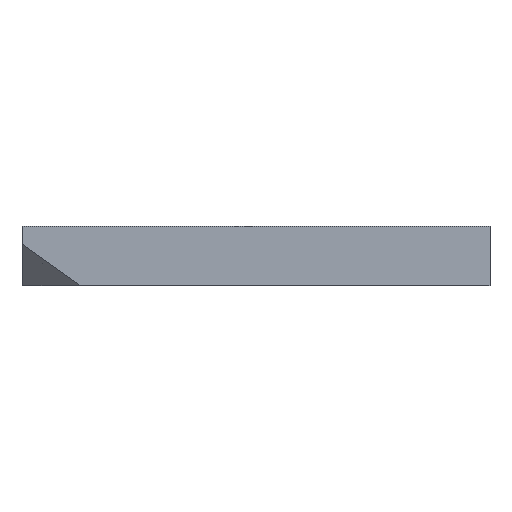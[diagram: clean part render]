
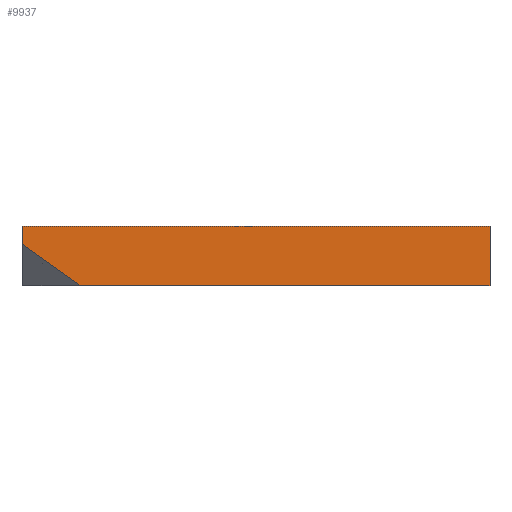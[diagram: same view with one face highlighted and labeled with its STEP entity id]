
A CAD part, left-side view. The second image highlights one B-rep face of the part: STEP entity #9937.
In plain terms, the highlighted planar face has unit normal (-1, 0, 0).
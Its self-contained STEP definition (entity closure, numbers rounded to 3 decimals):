
#95 = PLANE('',#96);
#96 = AXIS2_PLACEMENT_3D('',#97,#98,#99);
#97 = CARTESIAN_POINT('',(-1.04,-1.379,0.));
#98 = DIRECTION('',(-0.,-0.,-1.));
#99 = DIRECTION('',(-1.,0.,0.));
#9937 = ADVANCED_FACE('',(#9938),#9952,.T.);
#9938 = FACE_BOUND('',#9939,.T.);
#9939 = EDGE_LOOP('',(#9940,#9975,#10003,#10031,#10058));
#9940 = ORIENTED_EDGE('',*,*,#9941,.T.);
#9941 = EDGE_CURVE('',#9942,#9944,#9946,.T.);
#9942 = VERTEX_POINT('',#9943);
#9943 = CARTESIAN_POINT('',(-55.99,-62.746,0.));
#9944 = VERTEX_POINT('',#9945);
#9945 = CARTESIAN_POINT('',(-55.99,-62.746,
    16.001));
#9946 = SURFACE_CURVE('',#9947,(#9951,#9963),.PCURVE_S1.);
#9947 = LINE('',#9948,#9949);
#9948 = CARTESIAN_POINT('',(-55.99,-62.746,0.));
#9949 = VECTOR('',#9950,1.);
#9950 = DIRECTION('',(0.,0.,1.));
#9951 = PCURVE('',#9952,#9957);
#9952 = PLANE('',#9953);
#9953 = AXIS2_PLACEMENT_3D('',#9954,#9955,#9956);
#9954 = CARTESIAN_POINT('',(-55.99,-1.833,
    8.386));
#9955 = DIRECTION('',(-1.,-0.,-0.));
#9956 = DIRECTION('',(0.,0.,-1.));
#9957 = DEFINITIONAL_REPRESENTATION('',(#9958),#9962);
#9958 = LINE('',#9959,#9960);
#9959 = CARTESIAN_POINT('',(8.386,60.913));
#9960 = VECTOR('',#9961,1.);
#9961 = DIRECTION('',(-1.,0.));
#9962 = ( GEOMETRIC_REPRESENTATION_CONTEXT(2) 
PARAMETRIC_REPRESENTATION_CONTEXT() REPRESENTATION_CONTEXT('2D SPACE',''
  ) );
#9963 = PCURVE('',#9964,#9969);
#9964 = PLANE('',#9965);
#9965 = AXIS2_PLACEMENT_3D('',#9966,#9967,#9968);
#9966 = CARTESIAN_POINT('',(-4.03,-62.746,
    4.364));
#9967 = DIRECTION('',(0.,-1.,0.));
#9968 = DIRECTION('',(0.,0.,-1.));
#9969 = DEFINITIONAL_REPRESENTATION('',(#9970),#9974);
#9970 = LINE('',#9971,#9972);
#9971 = CARTESIAN_POINT('',(4.364,-51.96));
#9972 = VECTOR('',#9973,1.);
#9973 = DIRECTION('',(-1.,0.));
#9974 = ( GEOMETRIC_REPRESENTATION_CONTEXT(2) 
PARAMETRIC_REPRESENTATION_CONTEXT() REPRESENTATION_CONTEXT('2D SPACE',''
  ) );
#9975 = ORIENTED_EDGE('',*,*,#9976,.T.);
#9976 = EDGE_CURVE('',#9944,#9977,#9979,.T.);
#9977 = VERTEX_POINT('',#9978);
#9978 = CARTESIAN_POINT('',(-55.99,62.746,
    16.001));
#9979 = SURFACE_CURVE('',#9980,(#9984,#9991),.PCURVE_S1.);
#9980 = LINE('',#9981,#9982);
#9981 = CARTESIAN_POINT('',(-55.99,57.344,
    16.001));
#9982 = VECTOR('',#9983,1.);
#9983 = DIRECTION('',(0.,1.,0.));
#9984 = PCURVE('',#9952,#9985);
#9985 = DEFINITIONAL_REPRESENTATION('',(#9986),#9990);
#9986 = LINE('',#9987,#9988);
#9987 = CARTESIAN_POINT('',(-7.615,-59.177));
#9988 = VECTOR('',#9989,1.);
#9989 = DIRECTION('',(0.,-1.));
#9990 = ( GEOMETRIC_REPRESENTATION_CONTEXT(2) 
PARAMETRIC_REPRESENTATION_CONTEXT() REPRESENTATION_CONTEXT('2D SPACE',''
  ) );
#9991 = PCURVE('',#9992,#9997);
#9992 = PLANE('',#9993);
#9993 = AXIS2_PLACEMENT_3D('',#9994,#9995,#9996);
#9994 = CARTESIAN_POINT('',(-31.091,24.825,
    16.001));
#9995 = DIRECTION('',(0.,0.,1.));
#9996 = DIRECTION('',(1.,0.,0.));
#9997 = DEFINITIONAL_REPRESENTATION('',(#9998),#10002);
#9998 = LINE('',#9999,#10000);
#9999 = CARTESIAN_POINT('',(-24.899,32.519));
#10000 = VECTOR('',#10001,1.);
#10001 = DIRECTION('',(0.,1.));
#10002 = ( GEOMETRIC_REPRESENTATION_CONTEXT(2) 
PARAMETRIC_REPRESENTATION_CONTEXT() REPRESENTATION_CONTEXT('2D SPACE',''
  ) );
#10003 = ORIENTED_EDGE('',*,*,#10004,.T.);
#10004 = EDGE_CURVE('',#9977,#10005,#10007,.T.);
#10005 = VERTEX_POINT('',#10006);
#10006 = CARTESIAN_POINT('',(-55.99,62.746,
    11.143));
#10007 = SURFACE_CURVE('',#10008,(#10012,#10019),.PCURVE_S1.);
#10008 = LINE('',#10009,#10010);
#10009 = CARTESIAN_POINT('',(-55.99,62.746,
    16.001));
#10010 = VECTOR('',#10011,1.);
#10011 = DIRECTION('',(0.,0.,-1.));
#10012 = PCURVE('',#9952,#10013);
#10013 = DEFINITIONAL_REPRESENTATION('',(#10014),#10018);
#10014 = LINE('',#10015,#10016);
#10015 = CARTESIAN_POINT('',(-7.615,-64.579));
#10016 = VECTOR('',#10017,1.);
#10017 = DIRECTION('',(1.,0.));
#10018 = ( GEOMETRIC_REPRESENTATION_CONTEXT(2) 
PARAMETRIC_REPRESENTATION_CONTEXT() REPRESENTATION_CONTEXT('2D SPACE',''
  ) );
#10019 = PCURVE('',#10020,#10025);
#10020 = PLANE('',#10021);
#10021 = AXIS2_PLACEMENT_3D('',#10022,#10023,#10024);
#10022 = CARTESIAN_POINT('',(-0.059,62.746,
    8.405));
#10023 = DIRECTION('',(0.,1.,0.));
#10024 = DIRECTION('',(0.,0.,1.));
#10025 = DEFINITIONAL_REPRESENTATION('',(#10026),#10030);
#10026 = LINE('',#10027,#10028);
#10027 = CARTESIAN_POINT('',(7.596,-55.931));
#10028 = VECTOR('',#10029,1.);
#10029 = DIRECTION('',(-1.,0.));
#10030 = ( GEOMETRIC_REPRESENTATION_CONTEXT(2) 
PARAMETRIC_REPRESENTATION_CONTEXT() REPRESENTATION_CONTEXT('2D SPACE',''
  ) );
#10031 = ORIENTED_EDGE('',*,*,#10032,.T.);
#10032 = EDGE_CURVE('',#10005,#10033,#10035,.T.);
#10033 = VERTEX_POINT('',#10034);
#10034 = CARTESIAN_POINT('',(-55.99,46.99,0.));
#10035 = SURFACE_CURVE('',#10036,(#10040,#10047),.PCURVE_S1.);
#10036 = LINE('',#10037,#10038);
#10037 = CARTESIAN_POINT('',(-55.99,62.746,
    11.143));
#10038 = VECTOR('',#10039,1.);
#10039 = DIRECTION('',(0.,-0.816,-0.577));
#10040 = PCURVE('',#9952,#10041);
#10041 = DEFINITIONAL_REPRESENTATION('',(#10042),#10046);
#10042 = LINE('',#10043,#10044);
#10043 = CARTESIAN_POINT('',(-2.757,-64.579));
#10044 = VECTOR('',#10045,1.);
#10045 = DIRECTION('',(0.577,0.816));
#10046 = ( GEOMETRIC_REPRESENTATION_CONTEXT(2) 
PARAMETRIC_REPRESENTATION_CONTEXT() REPRESENTATION_CONTEXT('2D SPACE',''
  ) );
#10047 = PCURVE('',#10048,#10053);
#10048 = PLANE('',#10049);
#10049 = AXIS2_PLACEMENT_3D('',#10050,#10051,#10052);
#10050 = CARTESIAN_POINT('',(-50.608,57.365,
    3.532));
#10051 = DIRECTION('',(-0.5,0.5,-0.707));
#10052 = DIRECTION('',(0.,-0.816,
    -0.577));
#10053 = DEFINITIONAL_REPRESENTATION('',(#10054),#10057);
#10054 = B_SPLINE_CURVE_WITH_KNOTS('',1,(#10055,#10056),.UNSPECIFIED.,
  .F.,.F.,(2,2),(0.,19.298),.PIECEWISE_BEZIER_KNOTS.);
#10055 = CARTESIAN_POINT('',(-8.788,6.214));
#10056 = CARTESIAN_POINT('',(10.511,6.214));
#10057 = ( GEOMETRIC_REPRESENTATION_CONTEXT(2) 
PARAMETRIC_REPRESENTATION_CONTEXT() REPRESENTATION_CONTEXT('2D SPACE',''
  ) );
#10058 = ORIENTED_EDGE('',*,*,#10059,.T.);
#10059 = EDGE_CURVE('',#10033,#9942,#10060,.T.);
#10060 = SURFACE_CURVE('',#10061,(#10065,#10072),.PCURVE_S1.);
#10061 = LINE('',#10062,#10063);
#10062 = CARTESIAN_POINT('',(-55.99,-40.129,0.));
#10063 = VECTOR('',#10064,1.);
#10064 = DIRECTION('',(0.,-1.,0.));
#10065 = PCURVE('',#9952,#10066);
#10066 = DEFINITIONAL_REPRESENTATION('',(#10067),#10071);
#10067 = LINE('',#10068,#10069);
#10068 = CARTESIAN_POINT('',(8.386,38.296));
#10069 = VECTOR('',#10070,1.);
#10070 = DIRECTION('',(0.,1.));
#10071 = ( GEOMETRIC_REPRESENTATION_CONTEXT(2) 
PARAMETRIC_REPRESENTATION_CONTEXT() REPRESENTATION_CONTEXT('2D SPACE',''
  ) );
#10072 = PCURVE('',#95,#10073);
#10073 = DEFINITIONAL_REPRESENTATION('',(#10074),#10078);
#10074 = LINE('',#10075,#10076);
#10075 = CARTESIAN_POINT('',(54.95,-38.75));
#10076 = VECTOR('',#10077,1.);
#10077 = DIRECTION('',(0.,-1.));
#10078 = ( GEOMETRIC_REPRESENTATION_CONTEXT(2) 
PARAMETRIC_REPRESENTATION_CONTEXT() REPRESENTATION_CONTEXT('2D SPACE',''
  ) );
